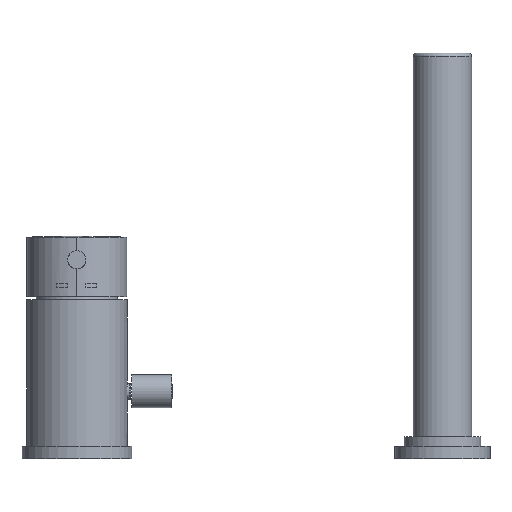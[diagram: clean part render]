
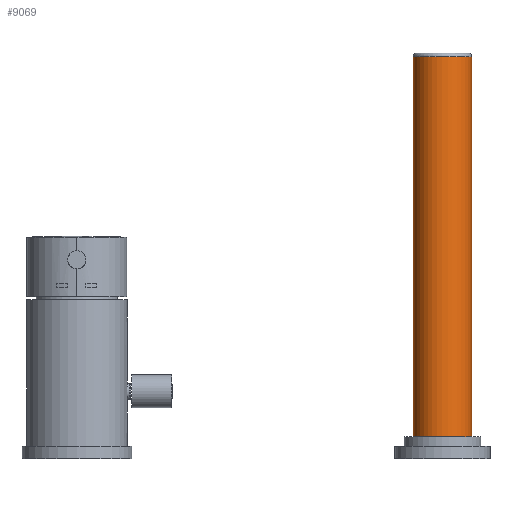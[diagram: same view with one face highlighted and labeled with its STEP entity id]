
A CAD part, top view. The second image highlights one B-rep face of the part: STEP entity #9069.
In plain terms, the highlighted cylindrical face has radius 16 mm (diameter 32 mm), a partial arc.
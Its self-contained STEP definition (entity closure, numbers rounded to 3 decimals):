
#8715=DIRECTION('',(0.,1.,0.));
#8716=VECTOR('',#8715,208.);
#8717=CARTESIAN_POINT('',(216.,5.,0.));
#8718=LINE('',#8717,#8716);
#8739=CARTESIAN_POINT('',(200.,5.,0.));
#8740=DIRECTION('',(0.,1.,0.));
#8741=DIRECTION('',(-1.,0.,0.));
#8742=AXIS2_PLACEMENT_3D('',#8739,#8740,#8741);
#8790=DIRECTION('',(0.,1.,0.));
#8791=VECTOR('',#8790,208.);
#8792=CARTESIAN_POINT('',(184.,5.,0.));
#8793=LINE('',#8792,#8791);
#8794=CARTESIAN_POINT('',(200.,213.,0.));
#8795=DIRECTION('',(0.,1.,0.));
#8796=DIRECTION('',(-1.,0.,0.));
#8797=AXIS2_PLACEMENT_3D('',#8794,#8795,#8796);
#8819=CARTESIAN_POINT('',(184.,213.,0.));
#8820=CARTESIAN_POINT('',(216.,213.,0.));
#8821=VERTEX_POINT('',#8819);
#8822=VERTEX_POINT('',#8820);
#8823=CARTESIAN_POINT('',(216.,5.,0.));
#8824=CARTESIAN_POINT('',(184.,5.,0.));
#8825=VERTEX_POINT('',#8823);
#8826=VERTEX_POINT('',#8824);
#9058=CARTESIAN_POINT('',(200.,5.,0.));
#9059=DIRECTION('',(0.,1.,0.));
#9060=DIRECTION('',(1.,0.,0.));
#9061=AXIS2_PLACEMENT_3D('',#9058,#9059,#9060);
#9062=CYLINDRICAL_SURFACE('',#9061,16.);
#9063=ORIENTED_EDGE('',*,*,#8898,.T.);
#9064=ORIENTED_EDGE('',*,*,#8836,.T.);
#9065=ORIENTED_EDGE('',*,*,#8895,.F.);
#9066=ORIENTED_EDGE('',*,*,#8922,.F.);
#9067=EDGE_LOOP('',(#9063,#9064,#9065,#9066));
#9068=FACE_OUTER_BOUND('',#9067,.F.);
#9069=ADVANCED_FACE('',(#9068),#9062,.T.);
#8743=CIRCLE('',#8742,16.);
#8798=CIRCLE('',#8797,16.);
#8836=EDGE_CURVE('',#8821,#8822,#8798,.T.);
#8895=EDGE_CURVE('',#8825,#8822,#8718,.T.);
#8898=EDGE_CURVE('',#8826,#8821,#8793,.T.);
#8922=EDGE_CURVE('',#8826,#8825,#8743,.T.);
